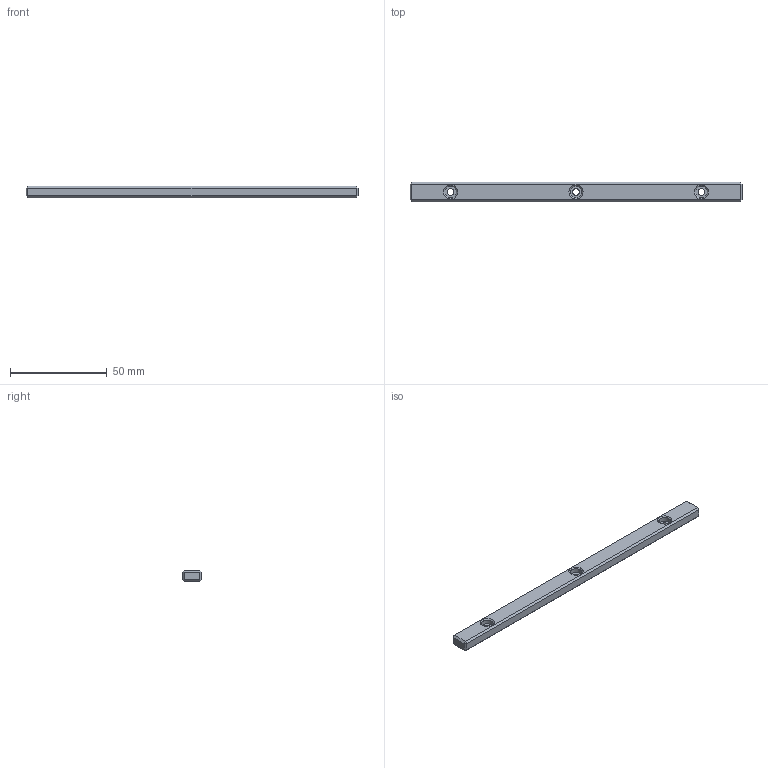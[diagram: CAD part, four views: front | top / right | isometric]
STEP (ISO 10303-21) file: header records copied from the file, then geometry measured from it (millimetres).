
FILE_DESCRIPTION(('FreeCAD Model'),'2;1');
FILE_NAME('Open CASCADE Shape Model','2024-06-08T09:08:07',(''),(''), 'Open CASCADE STEP processor 7.6','FreeCAD','Unknown');
FILE_SCHEMA(('AUTOMOTIVE_DESIGN { 1 0 10303 214 1 1 1 1 }'));
Length unit declared in the file: millimetre
Products named in the file (1): TableClampingStrip
Bounding box: 172 x 10 x 6 mm (x, y, z)
Volume: 9587.1 mm3; surface area: 5365.9 mm2
Topology: 1 solids, 1 shells, 41 faces, 78 edges, 42 vertices
Faces by surface type: plane 29, cone 6, cylinder 6
Full cylindrical faces by diameter (mm): 3.4 x3, 6.1 x3
Entity records: 1024 total; most frequent: DIRECTION 180, CARTESIAN_POINT 162, ORIENTED_EDGE 156, EDGE_CURVE 78, AXIS2_PLACEMENT_3D 60, LINE 60, VECTOR 60, FACE_BOUND 50
